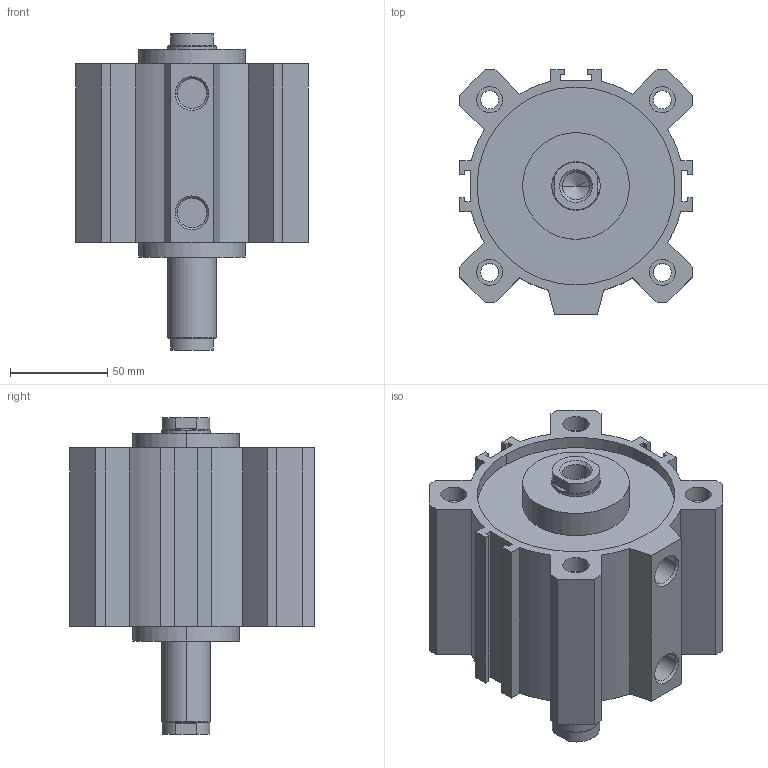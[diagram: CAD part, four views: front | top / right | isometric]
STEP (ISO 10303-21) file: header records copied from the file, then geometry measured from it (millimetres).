
FILE_DESCRIPTION((''),'2;1');
FILE_NAME('1514_100_0040.stp','2004-01-07T17:34:02',('medicfa1'),(''),'Autodesk Inventor 8','Autodesk Inventor 8','');
FILE_SCHEMA(('AUTOMOTIVE_DESIGN { 1 0 10303 214 1 1 1 1 }'));
Length unit declared in the file: millimetre
Products named in the file (3): 1514_100_0040; C_1514_100_0040; S_1514_100_0040
Assembly tree (2 placements, depth 2):
  1514_100_0040
    C_1514_100_0040
    S_1514_100_0040
Bounding box: 120 x 126 x 163 mm (x, y, z)
Volume: 1063886.7 mm3; surface area: 125676.6 mm2
Topology: 2 solids, 2 shells, 154 faces, 394 edges, 256 vertices
Faces by surface type: plane 72, cylinder 36, bspline 34, cone 12
Entity records: 5071 total; most frequent: CARTESIAN_POINT 1243, ORIENTED_EDGE 780, DIRECTION 778, EDGE_CURVE 390, AXIS2_PLACEMENT_3D 263, VERTEX_POINT 256, VECTOR 252, LINE 252
